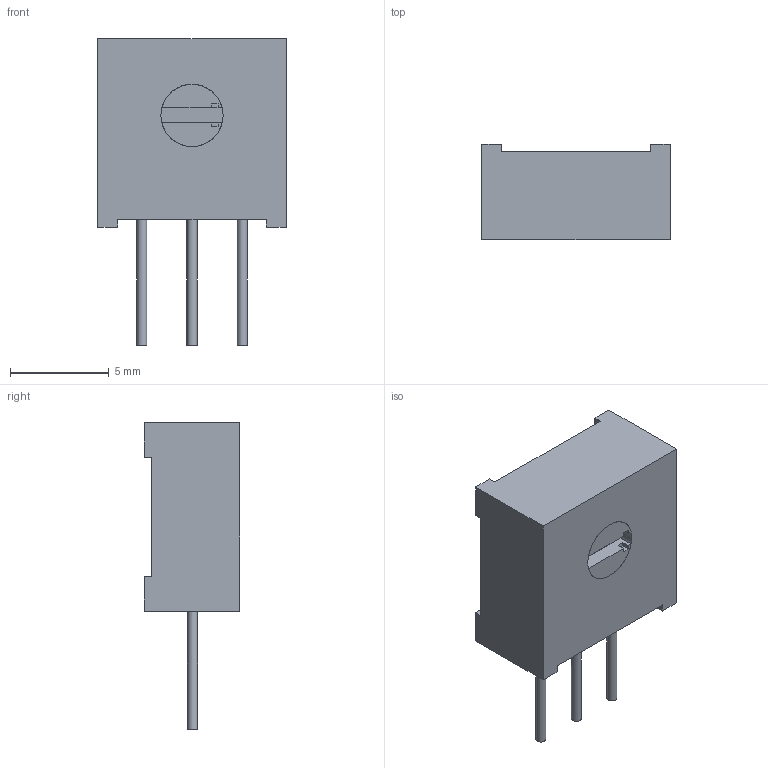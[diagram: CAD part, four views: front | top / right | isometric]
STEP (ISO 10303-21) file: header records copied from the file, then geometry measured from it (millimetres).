
FILE_DESCRIPTION(('FreeCAD Model'),'2;1');
FILE_NAME('Open CASCADE Shape Model','2024-05-09T17:48:59',( 'kicad StepUp'),('ksu MCAD'),'Open CASCADE STEP processor 7.6', 'FreeCAD','Unknown');
FILE_SCHEMA(('AUTOMOTIVE_DESIGN { 1 0 10303 214 1 1 1 1 }'));
Length unit declared in the file: millimetre
Products named in the file (1): Potentiometer_Bourns_3386W_Horizontal
Bounding box: 9.53 x 4.83 x 15.5 mm (x, y, z)
Volume: 396.1 mm3; surface area: 425.2 mm2
Topology: 5 solids, 5 shells, 50 faces, 114 edges, 75 vertices
Faces by surface type: plane 45, cylinder 5
Full cylindrical faces by diameter (mm): 0.51 x3, 3.15 x2
Entity records: 1792 total; most frequent: CARTESIAN_POINT 240, DIRECTION 231, ORIENTED_EDGE 228, EDGE_CURVE 114, LINE 99, VECTOR 99, VERTEX_POINT 75, AXIS2_PLACEMENT_3D 66
